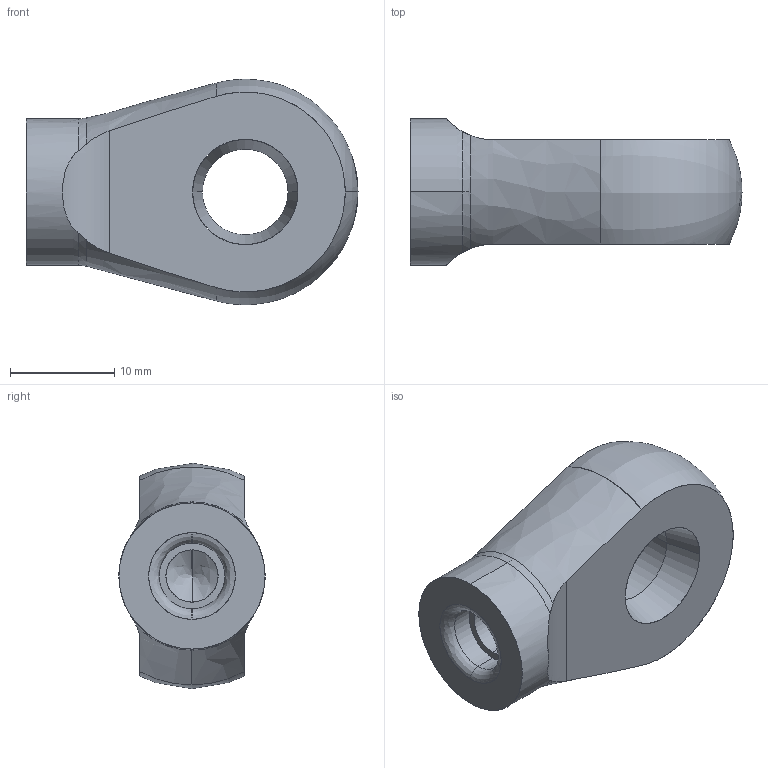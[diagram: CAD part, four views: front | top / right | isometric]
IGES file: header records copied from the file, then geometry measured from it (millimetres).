
Start section: SolidWorks IGES file using analytic representation for surfaces
Global section: file name: E3 Nylon Eye.IGS; native system: SolidWorks 2012; preprocessor: SolidWorks 2012; author: sam.bullen; date: 130211.134601; units: millimetre
Bounding box: 31.8 x 14 x 21.58 mm (x, y, z)
Surface area: 2205.9 mm2 (no closed solid volume)
Topology: 0 solids, 0 shells, 30 faces, 476 edges, 473 vertices
Faces by surface type: revolution 21, bspline 9
